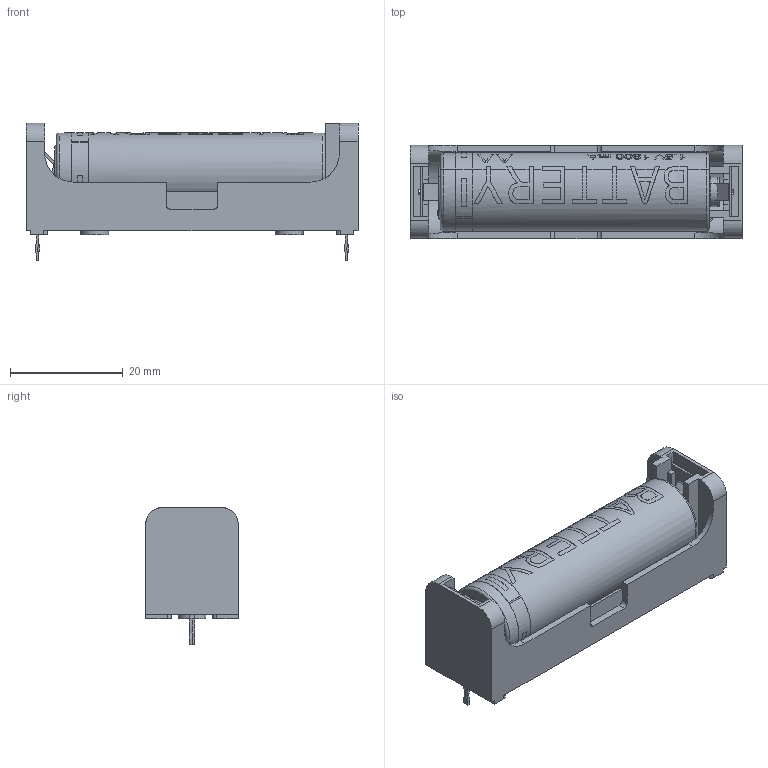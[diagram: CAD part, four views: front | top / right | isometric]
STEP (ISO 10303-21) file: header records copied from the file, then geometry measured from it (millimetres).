
FILE_DESCRIPTION(/* description */ ('Unknown'),/* implementation_level */ '2;1');
FILE_NAME(/* name */ 'BattAA-Holder',/* time_stamp */ '2024-07-27T16:14:23+07:00',/* author */ ('Unknown'),/* organization */ ('Unknown'),/* preprocessor_version */ 'ST-DEVELOPER v19.4',/* originating_system */ 'Solid Edge',/* authorisation */ 'Unknown');
FILE_SCHEMA (('AUTOMOTIVE_DESIGN {1 0 10303 214 3 1 1}'));
Length unit declared in the file: millimetre
Products named in the file (5): BattAA-Holder; 1; 1_2; 1_3; 0E589648-AE19-4AD5-81BD-3985E135A0E4_step
Assembly tree (4 placements, depth 2):
  BattAA-Holder
    1
    1_2
    1_3
    0E589648-AE19-4AD5-81BD-3985E135A0E4_step
Bounding box: 58.93 x 16.51 x 24.4 mm (x, y, z)
Volume: 13302.1 mm3; surface area: 8326.4 mm2
Topology: 4 solids, 4 shells, 661 faces, 1845 edges, 1231 vertices
Faces by surface type: plane 385, cylinder 157, bspline 93, torus 16, cone 10
Entity records: 33553 total; most frequent: CARTESIAN_POINT 15664, ORIENTED_EDGE 3690, DIRECTION 2498, EDGE_CURVE 1845, VERTEX_POINT 1231, LINE 870, VECTOR 870, AXIS2_PLACEMENT_3D 814
